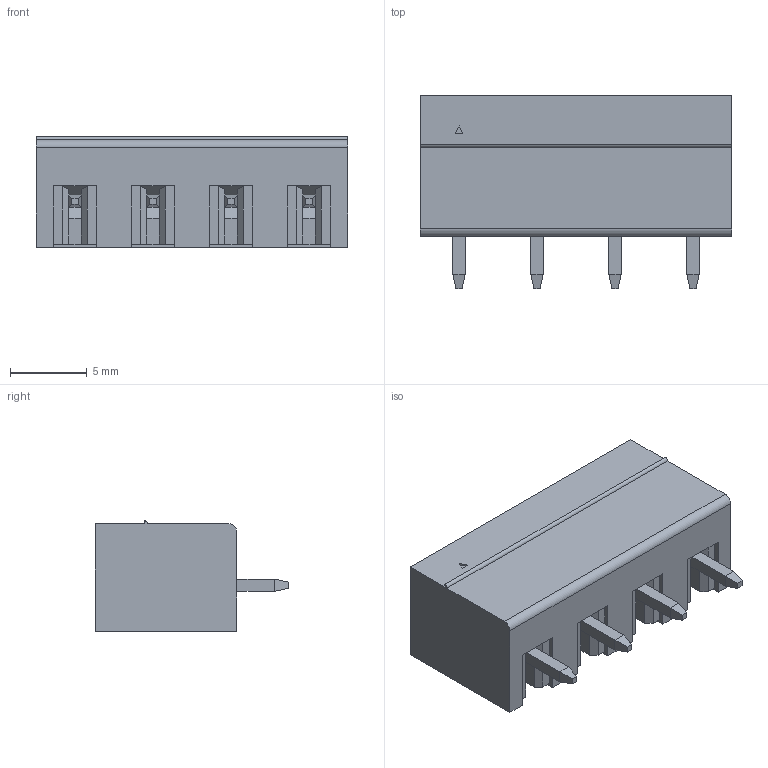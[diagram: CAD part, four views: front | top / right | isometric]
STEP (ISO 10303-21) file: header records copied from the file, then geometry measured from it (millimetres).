
FILE_DESCRIPTION (( 'STEP AP214' ), '1' );
FILE_NAME ('15EDGVC-5.08-04P-14-00AH.STEP', '2021-02-04T21:57:04', ( '' ), ( '' ), 'SwSTEP 2.0', 'SolidWorks 2020', '' );
FILE_SCHEMA (( 'AUTOMOTIVE_DESIGN' ));
Length unit declared in the file: millimetre
Products named in the file (1): 15EDGVC-5.08-04P-14-00AH
Bounding box: 20.32 x 12.6 x 7.2 mm (x, y, z)
Volume: 786.6 mm3; surface area: 1679.9 mm2
Topology: 1 solids, 1 shells, 595 faces, 1578 edges, 1028 vertices
Faces by surface type: plane 436, bspline 133, cylinder 14, torus 8, cone 4
Entity records: 28972 total; most frequent: CARTESIAN_POINT 11255, ORIENTED_EDGE 3156, DIRECTION 2278, EDGE_CURVE 1578, LINE 1256, VECTOR 1256, VERTEX_POINT 1028, EDGE_LOOP 638
